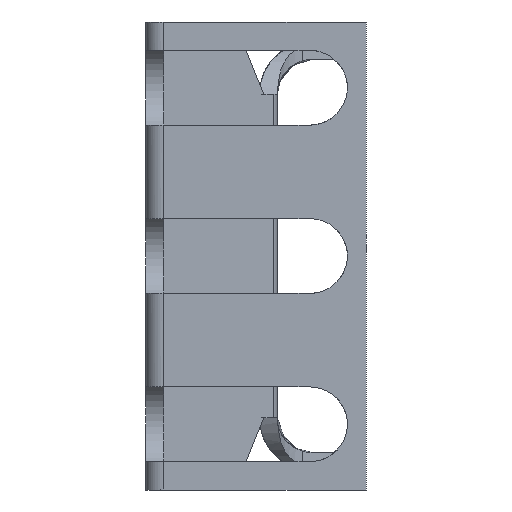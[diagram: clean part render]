
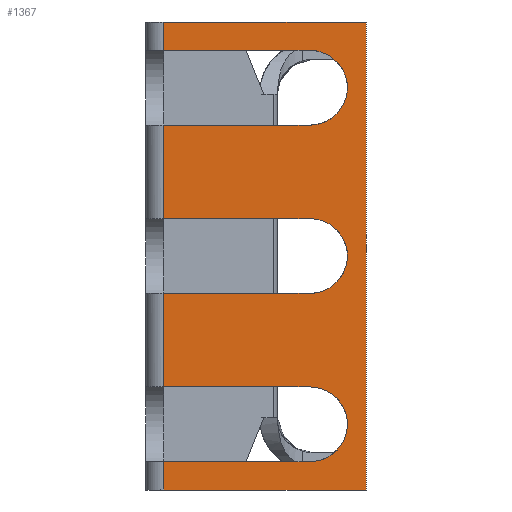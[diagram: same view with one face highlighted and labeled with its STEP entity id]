
A CAD part, left-side view. The second image highlights one B-rep face of the part: STEP entity #1367.
In plain terms, the highlighted free-form (B-spline) face has degree [1, 1] with [2, 2] control points.
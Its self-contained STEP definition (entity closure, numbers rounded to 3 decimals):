
#125=CARTESIAN_POINT('',(0.0,5.05,18.45));
#126=VERTEX_POINT('',#125);
#149=CARTESIAN_POINT('',(0.0,5.05,11.75));
#150=VERTEX_POINT('',#149);
#156=CARTESIAN_POINT('',(0.,5.05,18.45));
#157=CARTESIAN_POINT('',(0.,1.7,18.45));
#158=CARTESIAN_POINT('',(0.,1.7,15.1));
#159=CARTESIAN_POINT('',(0.,1.7,11.75));
#160=CARTESIAN_POINT('',(0.,5.05,11.75));
#168=(BOUNDED_CURVE()B_SPLINE_CURVE(2,(#156,#157,#158,#159,#160),.UNSPECIFIED.,.F.,.U.)B_SPLINE_CURVE_WITH_KNOTS((3,2,3),(0.0,0.5,1.0),.UNSPECIFIED.)CURVE()GEOMETRIC_REPRESENTATION_ITEM()RATIONAL_B_SPLINE_CURVE((1.0,0.707,1.0,0.707,1.0))REPRESENTATION_ITEM(''));
#169=EDGE_CURVE('',#126,#150,#168,.T.);
#194=CARTESIAN_POINT('',(0.0,5.05,3.35));
#195=VERTEX_POINT('',#194);
#218=CARTESIAN_POINT('',(0.0,5.05,-3.35));
#219=VERTEX_POINT('',#218);
#225=CARTESIAN_POINT('',(0.0,5.05,3.35));
#226=CARTESIAN_POINT('',(0.,1.7,3.35));
#227=CARTESIAN_POINT('',(0.,1.7,0.));
#228=CARTESIAN_POINT('',(0.,1.7,-3.35));
#229=CARTESIAN_POINT('',(0.,5.05,-3.35));
#237=(BOUNDED_CURVE()B_SPLINE_CURVE(2,(#225,#226,#227,#228,#229),.UNSPECIFIED.,.F.,.U.)B_SPLINE_CURVE_WITH_KNOTS((3,2,3),(0.0,0.5,1.0),.UNSPECIFIED.)CURVE()GEOMETRIC_REPRESENTATION_ITEM()RATIONAL_B_SPLINE_CURVE((1.0,0.707,1.0,0.707,1.0))REPRESENTATION_ITEM(''));
#238=EDGE_CURVE('',#195,#219,#237,.T.);
#261=CARTESIAN_POINT('',(0.0,5.05,-18.45));
#262=VERTEX_POINT('',#261);
#270=CARTESIAN_POINT('',(0.0,5.05,-11.75));
#271=VERTEX_POINT('',#270);
#272=CARTESIAN_POINT('',(0.0,5.05,-11.75));
#273=CARTESIAN_POINT('',(0.,1.7,-11.75));
#274=CARTESIAN_POINT('',(0.,1.7,-15.1));
#275=CARTESIAN_POINT('',(0.,1.7,-18.45));
#276=CARTESIAN_POINT('',(0.,5.05,-18.45));
#284=(BOUNDED_CURVE()B_SPLINE_CURVE(2,(#272,#273,#274,#275,#276),.UNSPECIFIED.,.F.,.U.)B_SPLINE_CURVE_WITH_KNOTS((3,2,3),(0.0,0.5,1.0),.UNSPECIFIED.)CURVE()GEOMETRIC_REPRESENTATION_ITEM()RATIONAL_B_SPLINE_CURVE((1.0,0.707,1.0,0.707,1.0))REPRESENTATION_ITEM(''));
#285=EDGE_CURVE('',#271,#262,#284,.T.);
#382=CARTESIAN_POINT('',(0.0,18.2,-18.45));
#383=VERTEX_POINT('',#382);
#384=CARTESIAN_POINT('',(0.0,5.05,-18.45));
#385=CARTESIAN_POINT('',(0.0,18.2,-18.45));
#386=QUASI_UNIFORM_CURVE('',1,(#384,#385),.UNSPECIFIED.,.F.,.U.);
#387=EDGE_CURVE('',#262,#383,#386,.T.);
#423=CARTESIAN_POINT('',(0.0,18.2,-11.75));
#424=VERTEX_POINT('',#423);
#425=CARTESIAN_POINT('',(0.0,5.05,-11.75));
#426=CARTESIAN_POINT('',(0.0,18.2,-11.75));
#427=QUASI_UNIFORM_CURVE('',1,(#425,#426),.UNSPECIFIED.,.F.,.U.);
#428=EDGE_CURVE('',#271,#424,#427,.T.);
#517=CARTESIAN_POINT('',(0.0,18.2,-3.35));
#518=VERTEX_POINT('',#517);
#519=CARTESIAN_POINT('',(0.0,5.05,-3.35));
#520=CARTESIAN_POINT('',(0.0,18.2,-3.35));
#521=QUASI_UNIFORM_CURVE('',1,(#519,#520),.UNSPECIFIED.,.F.,.U.);
#522=EDGE_CURVE('',#219,#518,#521,.T.);
#558=CARTESIAN_POINT('',(0.0,18.2,3.35));
#559=VERTEX_POINT('',#558);
#560=CARTESIAN_POINT('',(0.0,5.05,3.35));
#561=CARTESIAN_POINT('',(0.0,18.2,3.35));
#562=QUASI_UNIFORM_CURVE('',1,(#560,#561),.UNSPECIFIED.,.F.,.U.);
#563=EDGE_CURVE('',#195,#559,#562,.T.);
#652=CARTESIAN_POINT('',(0.0,18.2,11.75));
#653=VERTEX_POINT('',#652);
#654=CARTESIAN_POINT('',(0.0,5.05,11.75));
#655=CARTESIAN_POINT('',(0.0,18.2,11.75));
#656=QUASI_UNIFORM_CURVE('',1,(#654,#655),.UNSPECIFIED.,.F.,.U.);
#657=EDGE_CURVE('',#150,#653,#656,.T.);
#693=CARTESIAN_POINT('',(0.0,18.2,18.45));
#694=VERTEX_POINT('',#693);
#695=CARTESIAN_POINT('',(0.0,5.05,18.45));
#696=CARTESIAN_POINT('',(0.0,18.2,18.45));
#697=QUASI_UNIFORM_CURVE('',1,(#695,#696),.UNSPECIFIED.,.F.,.U.);
#698=EDGE_CURVE('',#126,#694,#697,.T.);
#1177=CARTESIAN_POINT('',(0.,18.2,21.0));
#1178=VERTEX_POINT('',#1177);
#1192=CARTESIAN_POINT('',(0.0,0.0,21.0));
#1193=VERTEX_POINT('',#1192);
#1194=CARTESIAN_POINT('',(0.0,0.0,21.0));
#1195=CARTESIAN_POINT('',(0.,18.2,21.0));
#1196=QUASI_UNIFORM_CURVE('',1,(#1194,#1195),.UNSPECIFIED.,.F.,.U.);
#1197=EDGE_CURVE('',#1193,#1178,#1196,.T.);
#1269=CARTESIAN_POINT('',(0.0,0.0,-21.0));
#1270=VERTEX_POINT('',#1269);
#1276=CARTESIAN_POINT('',(0.,18.2,-21.0));
#1277=VERTEX_POINT('',#1276);
#1278=CARTESIAN_POINT('',(0.0,0.0,-21.0));
#1279=CARTESIAN_POINT('',(0.,18.2,-21.0));
#1280=QUASI_UNIFORM_CURVE('',1,(#1278,#1279),.UNSPECIFIED.,.F.,.U.);
#1281=EDGE_CURVE('',#1270,#1277,#1280,.T.);
#1320=CARTESIAN_POINT('',(0.,18.2,-21.0));
#1321=CARTESIAN_POINT('',(0.0,18.2,-18.45));
#1322=QUASI_UNIFORM_CURVE('',1,(#1320,#1321),.UNSPECIFIED.,.F.,.U.);
#1323=EDGE_CURVE('',#1277,#383,#1322,.T.);
#1328=CARTESIAN_POINT('',(0.0,-0.909,-23.098));
#1329=CARTESIAN_POINT('',(0.0,19.109,-23.098));
#1330=CARTESIAN_POINT('',(0.0,-0.909,23.098));
#1331=CARTESIAN_POINT('',(0.0,19.109,23.098));
#1332=B_SPLINE_SURFACE_WITH_KNOTS('',1,1,((#1328,#1330),(#1329,#1331)),.UNSPECIFIED.,.F.,.F.,.U.,(2,2),(2,2),(0.0,20.018),(0.0,46.196),.UNSPECIFIED.);
#1333=CARTESIAN_POINT('',(0.0,18.2,-11.75));
#1334=CARTESIAN_POINT('',(0.0,18.2,-3.35));
#1335=QUASI_UNIFORM_CURVE('',1,(#1333,#1334),.UNSPECIFIED.,.F.,.U.);
#1336=EDGE_CURVE('',#424,#518,#1335,.T.);
#1337=ORIENTED_EDGE('',*,*,#1336,.F.);
#1338=ORIENTED_EDGE('',*,*,#428,.F.);
#1339=ORIENTED_EDGE('',*,*,#285,.T.);
#1340=ORIENTED_EDGE('',*,*,#387,.T.);
#1341=ORIENTED_EDGE('',*,*,#1323,.F.);
#1342=ORIENTED_EDGE('',*,*,#1281,.F.);
#1343=CARTESIAN_POINT('',(0.0,0.0,-21.0));
#1344=CARTESIAN_POINT('',(0.0,0.0,21.0));
#1345=QUASI_UNIFORM_CURVE('',1,(#1343,#1344),.UNSPECIFIED.,.F.,.U.);
#1346=EDGE_CURVE('',#1270,#1193,#1345,.T.);
#1347=ORIENTED_EDGE('',*,*,#1346,.T.);
#1348=ORIENTED_EDGE('',*,*,#1197,.T.);
#1349=CARTESIAN_POINT('',(0.0,18.2,18.45));
#1350=CARTESIAN_POINT('',(0.,18.2,21.0));
#1351=QUASI_UNIFORM_CURVE('',1,(#1349,#1350),.UNSPECIFIED.,.F.,.U.);
#1352=EDGE_CURVE('',#694,#1178,#1351,.T.);
#1353=ORIENTED_EDGE('',*,*,#1352,.F.);
#1354=ORIENTED_EDGE('',*,*,#698,.F.);
#1355=ORIENTED_EDGE('',*,*,#169,.T.);
#1356=ORIENTED_EDGE('',*,*,#657,.T.);
#1357=CARTESIAN_POINT('',(0.0,18.2,3.35));
#1358=CARTESIAN_POINT('',(0.0,18.2,11.75));
#1359=QUASI_UNIFORM_CURVE('',1,(#1357,#1358),.UNSPECIFIED.,.F.,.U.);
#1360=EDGE_CURVE('',#559,#653,#1359,.T.);
#1361=ORIENTED_EDGE('',*,*,#1360,.F.);
#1362=ORIENTED_EDGE('',*,*,#563,.F.);
#1363=ORIENTED_EDGE('',*,*,#238,.T.);
#1364=ORIENTED_EDGE('',*,*,#522,.T.);
#1365=EDGE_LOOP('',(#1337,#1338,#1339,#1340,#1341,#1342,#1347,#1348,#1353,#1354,#1355,#1356,#1361,#1362,#1363,#1364));
#1366=FACE_OUTER_BOUND('',#1365,.T.);
#1367=ADVANCED_FACE('',(#1366),#1332,.F.);
